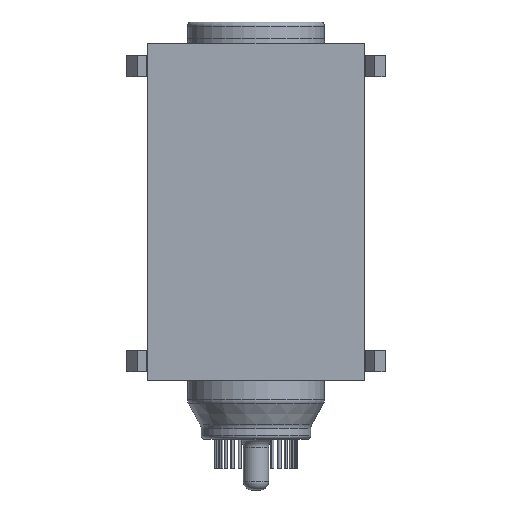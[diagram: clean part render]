
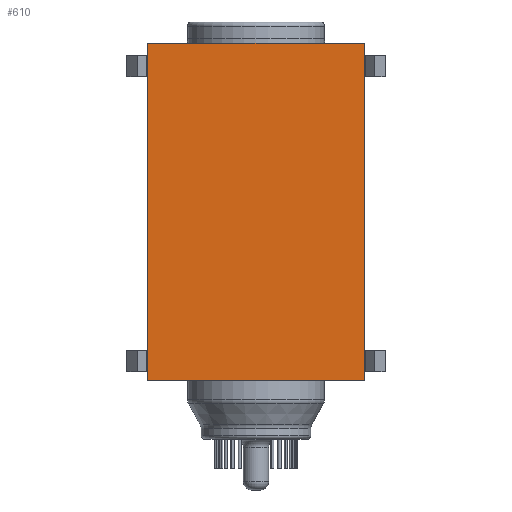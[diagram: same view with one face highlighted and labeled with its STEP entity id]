
A CAD part, front view. The second image highlights one B-rep face of the part: STEP entity #610.
In plain terms, the highlighted planar face has unit normal (0, -1, 0).
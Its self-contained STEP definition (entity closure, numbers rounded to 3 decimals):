
#60 = EDGE_CURVE ( 'NONE', #3167, #5206, #744, .T. ) ;
#177 = CARTESIAN_POINT ( 'NONE',  ( -25.637, -25.75, 5. ) ) ;
#490 = VECTOR ( 'NONE', #2607, 1000. ) ;
#597 = VECTOR ( 'NONE', #2873, 1000. ) ;
#599 = CARTESIAN_POINT ( 'NONE',  ( 25.637, -25.75, -5. ) ) ;
#610 = ADVANCED_FACE ( 'NONE', ( #917 ), #3994, .F. ) ;
#744 = LINE ( 'NONE', #2952, #597 ) ;
#821 = AXIS2_PLACEMENT_3D ( 'NONE', #177, #1876, #2215 ) ;
#883 = CARTESIAN_POINT ( 'NONE',  ( 25.637, -25.75, 5. ) ) ;
#917 = FACE_OUTER_BOUND ( 'NONE', #3528, .T. ) ;
#1358 = CARTESIAN_POINT ( 'NONE',  ( 25.637, -25.75, 75. ) ) ;
#1876 = DIRECTION ( 'NONE',  ( 0., 1., 0. ) ) ;
#1943 = VECTOR ( 'NONE', #3810, 1000. ) ;
#2121 = ORIENTED_EDGE ( 'NONE', *, *, #60, .T. ) ;
#2203 = ORIENTED_EDGE ( 'NONE', *, *, #2975, .T. ) ;
#2215 = DIRECTION ( 'NONE',  ( -1., 0., 0. ) ) ;
#2607 = DIRECTION ( 'NONE',  ( 0., 0., -1. ) ) ;
#2848 = CARTESIAN_POINT ( 'NONE',  ( -25.637, -25.75, -5. ) ) ;
#2873 = DIRECTION ( 'NONE',  ( 0., 0., -1. ) ) ;
#2952 = CARTESIAN_POINT ( 'NONE',  ( -25.637, -25.75, 5. ) ) ;
#2975 = EDGE_CURVE ( 'NONE', #5206, #3536, #4615, .T. ) ;
#3167 = VERTEX_POINT ( 'NONE', #5227 ) ;
#3197 = DIRECTION ( 'NONE',  ( 1., 0., 0. ) ) ;
#3284 = CARTESIAN_POINT ( 'NONE',  ( -25.637, -25.75, 75. ) ) ;
#3528 = EDGE_LOOP ( 'NONE', ( #2203, #4398, #4290, #2121 ) ) ;
#3536 = VERTEX_POINT ( 'NONE', #599 ) ;
#3810 = DIRECTION ( 'NONE',  ( 1., 0., 0. ) ) ;
#3960 = LINE ( 'NONE', #883, #490 ) ;
#3994 = PLANE ( 'NONE',  #821 ) ;
#4075 = LINE ( 'NONE', #3284, #5565 ) ;
#4218 = EDGE_CURVE ( 'NONE', #3167, #4459, #4075, .T. ) ;
#4290 = ORIENTED_EDGE ( 'NONE', *, *, #4218, .F. ) ;
#4398 = ORIENTED_EDGE ( 'NONE', *, *, #4489, .F. ) ;
#4459 = VERTEX_POINT ( 'NONE', #1358 ) ;
#4489 = EDGE_CURVE ( 'NONE', #4459, #3536, #3960, .T. ) ;
#4615 = LINE ( 'NONE', #2848, #1943 ) ;
#5206 = VERTEX_POINT ( 'NONE', #5548 ) ;
#5227 = CARTESIAN_POINT ( 'NONE',  ( -25.637, -25.75, 75. ) ) ;
#5548 = CARTESIAN_POINT ( 'NONE',  ( -25.637, -25.75, -5. ) ) ;
#5565 = VECTOR ( 'NONE', #3197, 1000. ) ;
